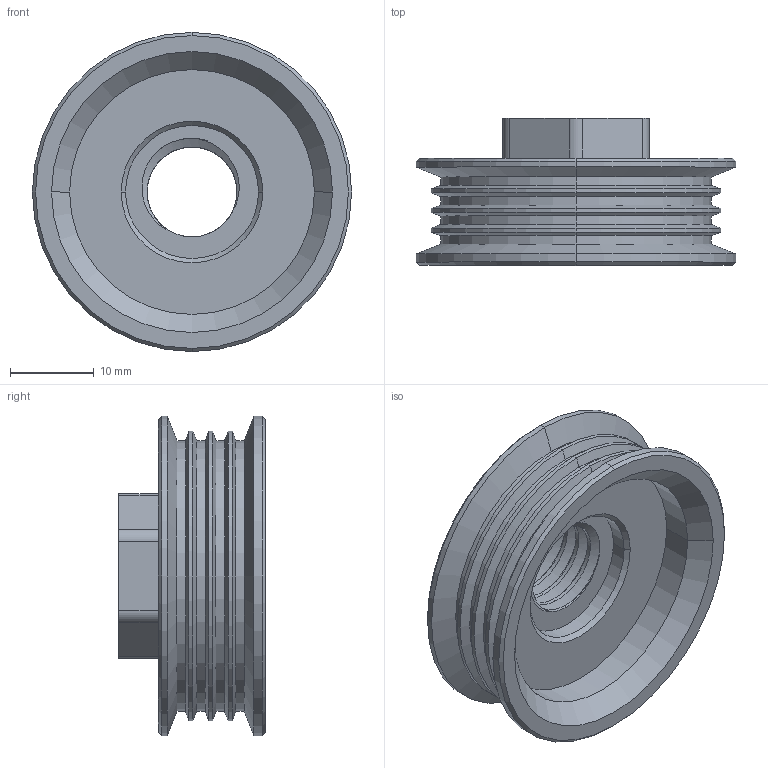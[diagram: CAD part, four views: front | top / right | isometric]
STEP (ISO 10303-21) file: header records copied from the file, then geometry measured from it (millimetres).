
FILE_DESCRIPTION (( 'STEP AP214' ), '1' );
FILE_NAME ('Weapon End Pully Single Peice MicroV.STEP', '2024-03-14T05:01:30', ( '' ), ( '' ), 'SwSTEP 2.0', 'SolidWorks 2023', '' );
FILE_SCHEMA (( 'AUTOMOTIVE_DESIGN' ));
Length unit declared in the file: inch
Products named in the file (1): Weapon End Pully Single Peice MicroV
Bounding box: 38.1 x 17.53 x 38.1 mm (x, y, z)
Volume: 6426.4 mm3; surface area: 6192.2 mm2
Topology: 1 solids, 1 shells, 136 faces, 320 edges, 183 vertices
Faces by surface type: cylinder 69, cone 24, plane 20, sphere 13, torus 7, bspline 3
Entity records: 6488 total; most frequent: CARTESIAN_POINT 3392, DIRECTION 693, ORIENTED_EDGE 620, EDGE_CURVE 310, AXIS2_PLACEMENT_3D 278, VERTEX_POINT 179, CIRCLE 144, EDGE_LOOP 141
